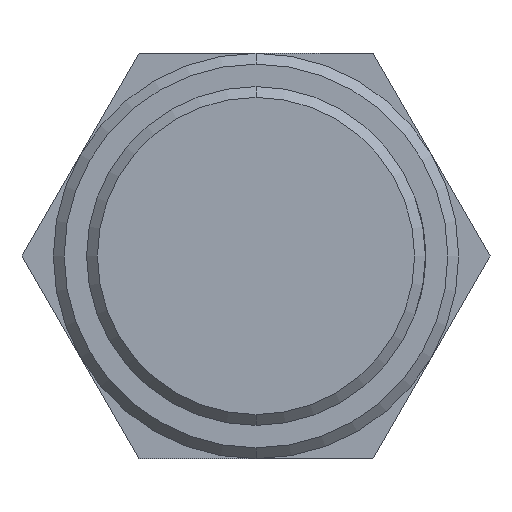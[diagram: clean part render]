
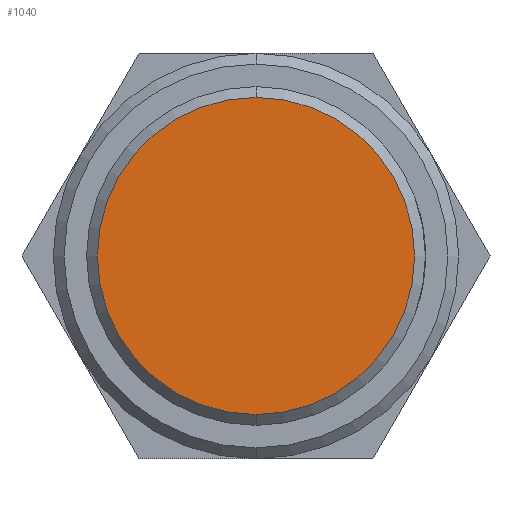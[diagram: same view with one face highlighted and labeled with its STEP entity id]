
A CAD part, front view. The second image highlights one B-rep face of the part: STEP entity #1040.
In plain terms, the highlighted planar face has unit normal (0, -1, 0).
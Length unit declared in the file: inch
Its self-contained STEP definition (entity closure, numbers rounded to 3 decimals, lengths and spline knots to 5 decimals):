
#4 = DIRECTION ( 'NONE',  ( 0., 0., 1. ) ) ;
#22 = FACE_OUTER_BOUND ( 'NONE', #781, .T. ) ;
#106 = CIRCLE ( 'NONE', #236, 0.1465 ) ;
#133 = EDGE_CURVE ( 'NONE', #658, #271, #959, .T. ) ;
#150 = DIRECTION ( 'NONE',  ( 0., 0., 1. ) ) ;
#164 = EDGE_CURVE ( 'NONE', #271, #658, #106, .T. ) ;
#236 = AXIS2_PLACEMENT_3D ( 'NONE', #238, #723, #150 ) ;
#238 = CARTESIAN_POINT ( 'NONE',  ( 0., 0., 0. ) ) ;
#271 = VERTEX_POINT ( 'NONE', #346 ) ;
#346 = CARTESIAN_POINT ( 'NONE',  ( 0., 0., 0.1465 ) ) ;
#368 = AXIS2_PLACEMENT_3D ( 'NONE', #973, #412, #898 ) ;
#412 = DIRECTION ( 'NONE',  ( 0., -1., 0. ) ) ;
#425 = ORIENTED_EDGE ( 'NONE', *, *, #133, .T. ) ;
#518 = DIRECTION ( 'NONE',  ( 0., 1., 0. ) ) ;
#557 = AXIS2_PLACEMENT_3D ( 'NONE', #835, #518, #4 ) ;
#656 = ORIENTED_EDGE ( 'NONE', *, *, #164, .T. ) ;
#658 = VERTEX_POINT ( 'NONE', #1003 ) ;
#723 = DIRECTION ( 'NONE',  ( 0., -1., 0. ) ) ;
#781 = EDGE_LOOP ( 'NONE', ( #656, #425 ) ) ;
#826 = PLANE ( 'NONE',  #557 ) ;
#835 = CARTESIAN_POINT ( 'NONE',  ( 0., 0., 0. ) ) ;
#898 = DIRECTION ( 'NONE',  ( 0., 0., 1. ) ) ;
#959 = CIRCLE ( 'NONE', #368, 0.1465 ) ;
#973 = CARTESIAN_POINT ( 'NONE',  ( 0., 0., 0. ) ) ;
#1003 = CARTESIAN_POINT ( 'NONE',  ( 0., 0., -0.1465 ) ) ;
#1040 = ADVANCED_FACE ( 'NONE', ( #22 ), #826, .F. ) ;
